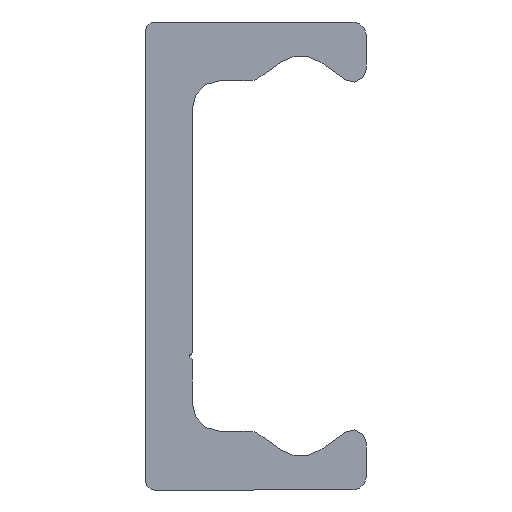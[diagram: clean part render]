
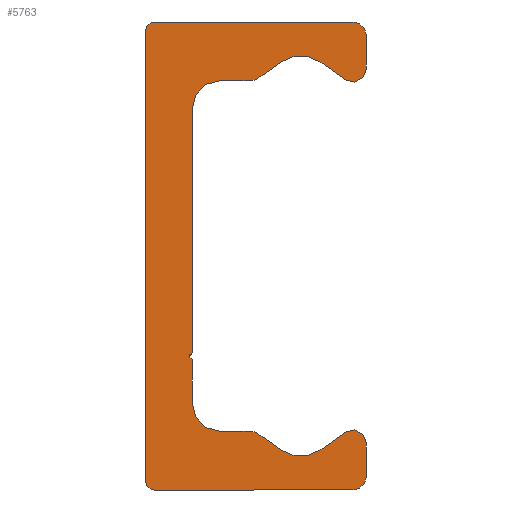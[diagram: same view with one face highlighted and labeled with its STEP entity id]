
A CAD part, left-side view. The second image highlights one B-rep face of the part: STEP entity #5763.
In plain terms, the highlighted planar face has unit normal (-1, 0, 0).
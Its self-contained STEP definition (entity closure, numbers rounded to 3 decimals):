
#4620=CARTESIAN_POINT('',(0.0,4.75,-7.25));
#4621=VERTEX_POINT('',#4620);
#4628=CARTESIAN_POINT('',(0.0,4.75,-7.75));
#4629=VERTEX_POINT('',#4628);
#4630=CARTESIAN_POINT('',(0.0,4.75,-7.5));
#4631=DIRECTION('',(-1.0,0.0,0.0));
#4632=DIRECTION('',(0.0,0.0,1.0));
#4633=AXIS2_PLACEMENT_3D('',#4630,#4631,#4632);
#4634=CIRCLE('',#4633,0.25);
#4635=EDGE_CURVE('',#4621,#4629,#4634,.T.);
#4745=CARTESIAN_POINT('',(0.0,4.75,11.1));
#4746=VERTEX_POINT('',#4745);
#4753=CARTESIAN_POINT('',(0.0,4.75,11.1));
#4754=DIRECTION('',(0.0,0.0,-1.0));
#4755=VECTOR('',#4754,18.35);
#4756=LINE('',#4753,#4755);
#4757=EDGE_CURVE('',#4746,#4621,#4756,.T.);
#4861=CARTESIAN_POINT('',(0.0,7.6,-17.5));
#4862=VERTEX_POINT('',#4861);
#4869=CARTESIAN_POINT('',(0.0,8.25,-16.85));
#4870=VERTEX_POINT('',#4869);
#4871=CARTESIAN_POINT('',(0.0,7.6,-16.85));
#4872=DIRECTION('',(1.0,0.0,0.0));
#4873=DIRECTION('',(0.0,0.0,-1.0));
#4874=AXIS2_PLACEMENT_3D('',#4871,#4872,#4873);
#4875=CIRCLE('',#4874,0.65);
#4876=EDGE_CURVE('',#4862,#4870,#4875,.T.);
#4900=CARTESIAN_POINT('',(0.0,-7.25,-17.5));
#4901=VERTEX_POINT('',#4900);
#4908=CARTESIAN_POINT('',(0.0,-7.25,-17.5));
#4909=DIRECTION('',(0.0,1.0,0.0));
#4910=VECTOR('',#4909,14.85);
#4911=LINE('',#4908,#4910);
#4912=EDGE_CURVE('',#4901,#4862,#4911,.T.);
#4932=CARTESIAN_POINT('',(0.0,-8.25,-16.5));
#4933=VERTEX_POINT('',#4932);
#4940=CARTESIAN_POINT('',(0.0,-7.25,-16.5));
#4941=DIRECTION('',(1.0,0.0,0.0));
#4942=DIRECTION('',(0.0,-1.0,0.0));
#4943=AXIS2_PLACEMENT_3D('',#4940,#4941,#4942);
#4944=CIRCLE('',#4943,1.0);
#4945=EDGE_CURVE('',#4933,#4901,#4944,.T.);
#4964=CARTESIAN_POINT('',(0.0,-8.25,-13.98));
#4965=VERTEX_POINT('',#4964);
#4972=CARTESIAN_POINT('',(0.0,-8.25,-13.98));
#4973=DIRECTION('',(0.0,0.0,-1.0));
#4974=VECTOR('',#4973,2.52);
#4975=LINE('',#4972,#4974);
#4976=EDGE_CURVE('',#4965,#4933,#4975,.T.);
#4996=CARTESIAN_POINT('',(0.0,-6.708,-13.177));
#4997=VERTEX_POINT('',#4996);
#5004=CARTESIAN_POINT('',(0.0,-7.27,-13.98));
#5005=DIRECTION('',(1.0,0.0,0.0));
#5006=DIRECTION('',(0.0,0.574,0.819));
#5007=AXIS2_PLACEMENT_3D('',#5004,#5005,#5006);
#5008=CIRCLE('',#5007,0.98);
#5009=EDGE_CURVE('',#4997,#4965,#5008,.T.);
#5028=CARTESIAN_POINT('',(0.0,-4.784,-14.524));
#5029=VERTEX_POINT('',#5028);
#5036=CARTESIAN_POINT('',(0.0,-4.784,-14.524));
#5037=DIRECTION('',(0.0,-0.819,0.574));
#5038=VECTOR('',#5037,2.349);
#5039=LINE('',#5036,#5038);
#5040=EDGE_CURVE('',#5029,#4997,#5039,.T.);
#5060=CARTESIAN_POINT('',(0.0,-1.916,-14.524));
#5061=VERTEX_POINT('',#5060);
#5068=CARTESIAN_POINT('',(0.0,-3.35,-12.477));
#5069=DIRECTION('',(-1.0,0.0,0.0));
#5070=DIRECTION('',(0.0,0.574,0.819));
#5071=AXIS2_PLACEMENT_3D('',#5068,#5069,#5070);
#5072=CIRCLE('',#5071,2.5);
#5073=EDGE_CURVE('',#5061,#5029,#5072,.T.);
#5092=CARTESIAN_POINT('',(0.0,-0.14,-13.281));
#5093=VERTEX_POINT('',#5092);
#5100=CARTESIAN_POINT('',(0.0,-0.14,-13.281));
#5101=DIRECTION('',(0.0,-0.819,-0.574));
#5102=VECTOR('',#5101,2.168);
#5103=LINE('',#5100,#5102);
#5104=EDGE_CURVE('',#5093,#5061,#5103,.T.);
#5124=CARTESIAN_POINT('',(0.0,0.433,-13.1));
#5125=VERTEX_POINT('',#5124);
#5132=CARTESIAN_POINT('',(0.0,0.433,-14.1));
#5133=DIRECTION('',(1.0,0.0,0.0));
#5134=DIRECTION('',(0.0,0.0,1.0));
#5135=AXIS2_PLACEMENT_3D('',#5132,#5133,#5134);
#5136=CIRCLE('',#5135,1.);
#5137=EDGE_CURVE('',#5125,#5093,#5136,.T.);
#5156=CARTESIAN_POINT('',(0.0,2.75,-13.1));
#5157=VERTEX_POINT('',#5156);
#5164=CARTESIAN_POINT('',(0.0,2.75,-13.1));
#5165=DIRECTION('',(0.0,-1.0,0.0));
#5166=VECTOR('',#5165,2.317);
#5167=LINE('',#5164,#5166);
#5168=EDGE_CURVE('',#5157,#5125,#5167,.T.);
#5188=CARTESIAN_POINT('',(0.0,4.75,-11.1));
#5189=VERTEX_POINT('',#5188);
#5196=CARTESIAN_POINT('',(0.0,2.75,-11.1));
#5197=DIRECTION('',(-1.0,0.0,0.0));
#5198=DIRECTION('',(0.0,0.0,1.0));
#5199=AXIS2_PLACEMENT_3D('',#5196,#5197,#5198);
#5200=CIRCLE('',#5199,2.0);
#5201=EDGE_CURVE('',#5189,#5157,#5200,.T.);
#5219=CARTESIAN_POINT('',(0.0,4.75,-7.75));
#5220=DIRECTION('',(0.0,0.0,-1.0));
#5221=VECTOR('',#5220,3.35);
#5222=LINE('',#5219,#5221);
#5223=EDGE_CURVE('',#4629,#5189,#5222,.T.);
#5243=CARTESIAN_POINT('',(0.0,2.75,13.1));
#5244=VERTEX_POINT('',#5243);
#5251=CARTESIAN_POINT('',(0.0,2.75,11.1));
#5252=DIRECTION('',(-1.0,0.0,0.0));
#5253=DIRECTION('',(0.0,-1.0,0.0));
#5254=AXIS2_PLACEMENT_3D('',#5251,#5252,#5253);
#5255=CIRCLE('',#5254,2.0);
#5256=EDGE_CURVE('',#5244,#4746,#5255,.T.);
#5275=CARTESIAN_POINT('',(0.0,0.433,13.1));
#5276=VERTEX_POINT('',#5275);
#5283=CARTESIAN_POINT('',(0.0,0.433,13.1));
#5284=DIRECTION('',(0.0,1.0,0.0));
#5285=VECTOR('',#5284,2.317);
#5286=LINE('',#5283,#5285);
#5287=EDGE_CURVE('',#5276,#5244,#5286,.T.);
#5307=CARTESIAN_POINT('',(0.0,-0.14,13.281));
#5308=VERTEX_POINT('',#5307);
#5315=CARTESIAN_POINT('',(0.0,0.433,14.1));
#5316=DIRECTION('',(1.0,0.0,0.0));
#5317=DIRECTION('',(0.0,-0.574,-0.819));
#5318=AXIS2_PLACEMENT_3D('',#5315,#5316,#5317);
#5319=CIRCLE('',#5318,1.);
#5320=EDGE_CURVE('',#5308,#5276,#5319,.T.);
#5339=CARTESIAN_POINT('',(0.0,-1.916,14.524));
#5340=VERTEX_POINT('',#5339);
#5347=CARTESIAN_POINT('',(0.0,-1.916,14.524));
#5348=DIRECTION('',(0.0,0.819,-0.574));
#5349=VECTOR('',#5348,2.168);
#5350=LINE('',#5347,#5349);
#5351=EDGE_CURVE('',#5340,#5308,#5350,.T.);
#5371=CARTESIAN_POINT('',(0.0,-4.784,14.524));
#5372=VERTEX_POINT('',#5371);
#5379=CARTESIAN_POINT('',(0.0,-3.35,12.477));
#5380=DIRECTION('',(-1.0,0.0,0.0));
#5381=DIRECTION('',(0.0,-0.574,-0.819));
#5382=AXIS2_PLACEMENT_3D('',#5379,#5380,#5381);
#5383=CIRCLE('',#5382,2.5);
#5384=EDGE_CURVE('',#5372,#5340,#5383,.T.);
#5403=CARTESIAN_POINT('',(0.0,-6.708,13.177));
#5404=VERTEX_POINT('',#5403);
#5411=CARTESIAN_POINT('',(0.0,-6.708,13.177));
#5412=DIRECTION('',(0.0,0.819,0.574));
#5413=VECTOR('',#5412,2.349);
#5414=LINE('',#5411,#5413);
#5415=EDGE_CURVE('',#5404,#5372,#5414,.T.);
#5435=CARTESIAN_POINT('',(0.0,-8.25,13.98));
#5436=VERTEX_POINT('',#5435);
#5443=CARTESIAN_POINT('',(0.0,-7.27,13.98));
#5444=DIRECTION('',(1.0,0.0,0.0));
#5445=DIRECTION('',(0.0,-1.0,0.0));
#5446=AXIS2_PLACEMENT_3D('',#5443,#5444,#5445);
#5447=CIRCLE('',#5446,0.98);
#5448=EDGE_CURVE('',#5436,#5404,#5447,.T.);
#5467=CARTESIAN_POINT('',(0.0,-8.25,16.5));
#5468=VERTEX_POINT('',#5467);
#5475=CARTESIAN_POINT('',(0.0,-8.25,16.5));
#5476=DIRECTION('',(0.0,0.0,-1.0));
#5477=VECTOR('',#5476,2.52);
#5478=LINE('',#5475,#5477);
#5479=EDGE_CURVE('',#5468,#5436,#5478,.T.);
#5499=CARTESIAN_POINT('',(0.0,-7.25,17.5));
#5500=VERTEX_POINT('',#5499);
#5507=CARTESIAN_POINT('',(0.0,-7.25,16.5));
#5508=DIRECTION('',(1.0,0.0,0.0));
#5509=DIRECTION('',(0.0,0.0,1.0));
#5510=AXIS2_PLACEMENT_3D('',#5507,#5508,#5509);
#5511=CIRCLE('',#5510,1.0);
#5512=EDGE_CURVE('',#5500,#5468,#5511,.T.);
#5531=CARTESIAN_POINT('',(0.0,7.6,17.5));
#5532=VERTEX_POINT('',#5531);
#5539=CARTESIAN_POINT('',(0.0,7.6,17.5));
#5540=DIRECTION('',(0.0,-1.0,0.0));
#5541=VECTOR('',#5540,14.85);
#5542=LINE('',#5539,#5541);
#5543=EDGE_CURVE('',#5532,#5500,#5542,.T.);
#5563=CARTESIAN_POINT('',(0.0,8.25,16.85));
#5564=VERTEX_POINT('',#5563);
#5571=CARTESIAN_POINT('',(0.0,7.6,16.85));
#5572=DIRECTION('',(1.0,0.0,0.0));
#5573=DIRECTION('',(0.0,1.0,0.0));
#5574=AXIS2_PLACEMENT_3D('',#5571,#5572,#5573);
#5575=CIRCLE('',#5574,0.65);
#5576=EDGE_CURVE('',#5564,#5532,#5575,.T.);
#5594=CARTESIAN_POINT('',(0.0,8.25,-16.85));
#5595=DIRECTION('',(0.0,0.0,1.0));
#5596=VECTOR('',#5595,33.7);
#5597=LINE('',#5594,#5596);
#5598=EDGE_CURVE('',#4870,#5564,#5597,.T.);
#5730=CARTESIAN_POINT('',(0.0,2.258,-0.017));
#5731=DIRECTION('',(1.0,0.0,0.0));
#5732=DIRECTION('',(0.0,0.0,-1.0));
#5733=AXIS2_PLACEMENT_3D('',#5730,#5731,#5732);
#5734=PLANE('',#5733);
#5735=ORIENTED_EDGE('',*,*,#5598,.F.);
#5736=ORIENTED_EDGE('',*,*,#4876,.F.);
#5737=ORIENTED_EDGE('',*,*,#4912,.F.);
#5738=ORIENTED_EDGE('',*,*,#4945,.F.);
#5739=ORIENTED_EDGE('',*,*,#4976,.F.);
#5740=ORIENTED_EDGE('',*,*,#5009,.F.);
#5741=ORIENTED_EDGE('',*,*,#5040,.F.);
#5742=ORIENTED_EDGE('',*,*,#5073,.F.);
#5743=ORIENTED_EDGE('',*,*,#5104,.F.);
#5744=ORIENTED_EDGE('',*,*,#5137,.F.);
#5745=ORIENTED_EDGE('',*,*,#5168,.F.);
#5746=ORIENTED_EDGE('',*,*,#5201,.F.);
#5747=ORIENTED_EDGE('',*,*,#5223,.F.);
#5748=ORIENTED_EDGE('',*,*,#4635,.F.);
#5749=ORIENTED_EDGE('',*,*,#4757,.F.);
#5750=ORIENTED_EDGE('',*,*,#5256,.F.);
#5751=ORIENTED_EDGE('',*,*,#5287,.F.);
#5752=ORIENTED_EDGE('',*,*,#5320,.F.);
#5753=ORIENTED_EDGE('',*,*,#5351,.F.);
#5754=ORIENTED_EDGE('',*,*,#5384,.F.);
#5755=ORIENTED_EDGE('',*,*,#5415,.F.);
#5756=ORIENTED_EDGE('',*,*,#5448,.F.);
#5757=ORIENTED_EDGE('',*,*,#5479,.F.);
#5758=ORIENTED_EDGE('',*,*,#5512,.F.);
#5759=ORIENTED_EDGE('',*,*,#5543,.F.);
#5760=ORIENTED_EDGE('',*,*,#5576,.F.);
#5761=EDGE_LOOP('',(#5735,#5736,#5737,#5738,#5739,#5740,#5741,#5742,#5743,#5744,#5745,#5746,#5747,#5748,#5749,#5750,#5751,#5752,#5753,#5754,#5755,#5756,#5757,#5758,#5759,#5760));
#5762=FACE_OUTER_BOUND('',#5761,.T.);
#5763=ADVANCED_FACE('',(#5762),#5734,.F.);
